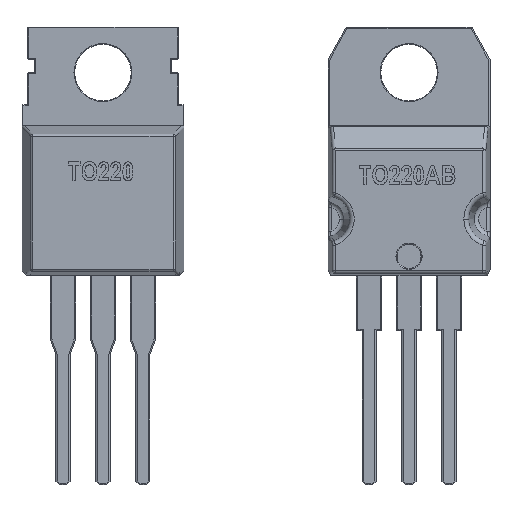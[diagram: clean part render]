
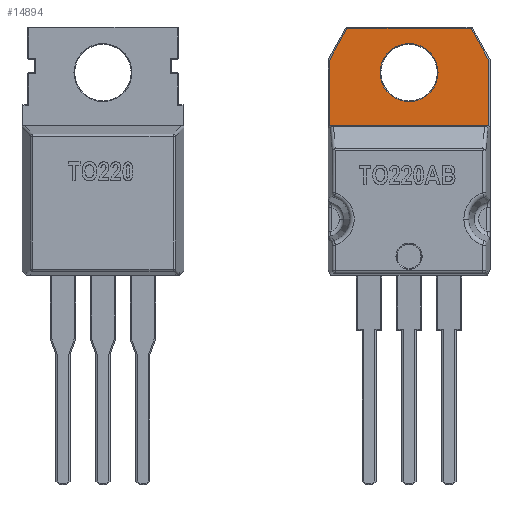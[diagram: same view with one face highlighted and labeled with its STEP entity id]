
A CAD part, top view. The second image highlights one B-rep face of the part: STEP entity #14894.
In plain terms, the highlighted planar face has unit normal (0, 0, 1).
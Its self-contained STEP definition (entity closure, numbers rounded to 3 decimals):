
#320 = CIRCLE ( 'NONE', #30343, 1.845 ) ;
#1286 = VERTEX_POINT ( 'NONE', #10078 ) ;
#1553 = CARTESIAN_POINT ( 'NONE',  ( -1.842, 7.853, 1.3 ) ) ;
#1810 = EDGE_CURVE ( 'NONE', #15678, #20729, #6969, .T. ) ;
#3130 = ORIENTED_EDGE ( 'NONE', *, *, #1810, .T. ) ;
#3141 = DIRECTION ( 'NONE',  ( -1., 0., 0. ) ) ;
#3174 = VERTEX_POINT ( 'NONE', #12214 ) ;
#3636 = DIRECTION ( 'NONE',  ( 1., 0., 0. ) ) ;
#3845 = DIRECTION ( 'NONE',  ( 1., 0., 0. ) ) ;
#4407 = VECTOR ( 'NONE', #3636, 1000. ) ;
#6556 = CARTESIAN_POINT ( 'NONE',  ( -5.063, -5.553, 1.3 ) ) ;
#6872 = VECTOR ( 'NONE', #11564, 1000. ) ;
#6969 = LINE ( 'NONE', #1553, #38249 ) ;
#7525 = DIRECTION ( 'NONE',  ( 1., 0., 0. ) ) ;
#7817 = VECTOR ( 'NONE', #7525, 1000. ) ;
#7893 = VERTEX_POINT ( 'NONE', #21684 ) ;
#8768 = VERTEX_POINT ( 'NONE', #9385 ) ;
#9139 = EDGE_CURVE ( 'NONE', #7893, #15678, #19861, .T. ) ;
#9201 = VECTOR ( 'NONE', #16535, 1000. ) ;
#9313 = EDGE_CURVE ( 'NONE', #3174, #15100, #23163, .T. ) ;
#9385 = CARTESIAN_POINT ( 'NONE',  ( -5.063, 5.828, 1.3 ) ) ;
#10078 = CARTESIAN_POINT ( 'NONE',  ( 3.388, 1.581, 1.3 ) ) ;
#10267 = CARTESIAN_POINT ( 'NONE',  ( 3.383, 1.662, 1.3 ) ) ;
#10389 = DIRECTION ( 'NONE',  ( 0., 0., -1. ) ) ;
#11564 = DIRECTION ( 'NONE',  ( 0., 1., 0. ) ) ;
#12050 = CARTESIAN_POINT ( 'NONE',  ( -3.383, 1.662, 1.3 ) ) ;
#12214 = CARTESIAN_POINT ( 'NONE',  ( 1.845, 5.041, 1.3 ) ) ;
#12372 = EDGE_CURVE ( 'NONE', #19167, #7893, #38145, .T. ) ;
#12671 = EDGE_CURVE ( 'NONE', #37709, #1286, #29528, .T. ) ;
#13664 = LINE ( 'NONE', #10267, #21720 ) ;
#14894 = ADVANCED_FACE ( 'NONE', ( #29453, #21464 ), #18265, .F. ) ;
#15100 = VERTEX_POINT ( 'NONE', #22086 ) ;
#15678 = VERTEX_POINT ( 'NONE', #18832 ) ;
#15852 = LINE ( 'NONE', #25386, #7817 ) ;
#15941 = DIRECTION ( 'NONE',  ( -0.48, 0.877, 0. ) ) ;
#16148 = EDGE_CURVE ( 'NONE', #27937, #19167, #15852, .T. ) ;
#16535 = DIRECTION ( 'NONE',  ( -0.48, -0.877, 0. ) ) ;
#17136 = EDGE_CURVE ( 'NONE', #33902, #28141, #20530, .T. ) ;
#17244 = LINE ( 'NONE', #34683, #9201 ) ;
#17886 = DIRECTION ( 'NONE',  ( 0., 0., -1. ) ) ;
#17946 = EDGE_CURVE ( 'NONE', #28141, #37709, #25682, .T. ) ;
#18007 = DIRECTION ( 'NONE',  ( -0.064, -0.998, 0. ) ) ;
#18265 = PLANE ( 'NONE',  #26799 ) ;
#18832 = CARTESIAN_POINT ( 'NONE',  ( 3.956, 7.853, 1.3 ) ) ;
#18985 = CARTESIAN_POINT ( 'NONE',  ( 8.265, -0.027, 1.3 ) ) ;
#19167 = VERTEX_POINT ( 'NONE', #22583 ) ;
#19861 = LINE ( 'NONE', #18985, #26931 ) ;
#20335 = LINE ( 'NONE', #6556, #35502 ) ;
#20392 = EDGE_CURVE ( 'NONE', #8768, #33902, #20335, .T. ) ;
#20433 = CARTESIAN_POINT ( 'NONE',  ( -3.956, 7.853, 1.3 ) ) ;
#20530 = LINE ( 'NONE', #34105, #4407 ) ;
#20729 = VERTEX_POINT ( 'NONE', #20433 ) ;
#21299 = DIRECTION ( 'NONE',  ( 0., 0., -1. ) ) ;
#21464 = FACE_OUTER_BOUND ( 'NONE', #23229, .T. ) ;
#21532 = VECTOR ( 'NONE', #3845, 1000. ) ;
#21684 = CARTESIAN_POINT ( 'NONE',  ( 5.063, 5.828, 1.3 ) ) ;
#21720 = VECTOR ( 'NONE', #37294, 1000. ) ;
#21874 = CARTESIAN_POINT ( 'NONE',  ( 3.383, 1.662, 1.3 ) ) ;
#22086 = CARTESIAN_POINT ( 'NONE',  ( -1.845, 5.041, 1.3 ) ) ;
#22583 = CARTESIAN_POINT ( 'NONE',  ( 5.063, 1.662, 1.3 ) ) ;
#22742 = DIRECTION ( 'NONE',  ( -1., 0., 0. ) ) ;
#22823 = ORIENTED_EDGE ( 'NONE', *, *, #17946, .T. ) ;
#23163 = CIRCLE ( 'NONE', #24736, 1.845 ) ;
#23181 = ORIENTED_EDGE ( 'NONE', *, *, #12372, .T. ) ;
#23229 = EDGE_LOOP ( 'NONE', ( #29840, #23181, #30198, #3130, #33987, #24281, #37604, #22823, #28278, #34053 ) ) ;
#23471 = EDGE_CURVE ( 'NONE', #15100, #3174, #320, .T. ) ;
#24281 = ORIENTED_EDGE ( 'NONE', *, *, #20392, .T. ) ;
#24736 = AXIS2_PLACEMENT_3D ( 'NONE', #36043, #17886, #39076 ) ;
#25386 = CARTESIAN_POINT ( 'NONE',  ( 5.15, 1.662, 1.3 ) ) ;
#25682 = LINE ( 'NONE', #12050, #32781 ) ;
#26799 = AXIS2_PLACEMENT_3D ( 'NONE', #30129, #21299, #3141 ) ;
#26931 = VECTOR ( 'NONE', #15941, 1000. ) ;
#27937 = VERTEX_POINT ( 'NONE', #21874 ) ;
#28056 = CARTESIAN_POINT ( 'NONE',  ( -1.842, 1.581, 1.3 ) ) ;
#28141 = VERTEX_POINT ( 'NONE', #29337 ) ;
#28278 = ORIENTED_EDGE ( 'NONE', *, *, #12671, .T. ) ;
#28486 = CARTESIAN_POINT ( 'NONE',  ( 0., 5.041, 1.3 ) ) ;
#28978 = EDGE_CURVE ( 'NONE', #1286, #27937, #13664, .T. ) ;
#29337 = CARTESIAN_POINT ( 'NONE',  ( -3.383, 1.662, 1.3 ) ) ;
#29453 = FACE_BOUND ( 'NONE', #38488, .T. ) ;
#29528 = LINE ( 'NONE', #28056, #21532 ) ;
#29644 = CARTESIAN_POINT ( 'NONE',  ( 5.063, -5.553, 1.3 ) ) ;
#29840 = ORIENTED_EDGE ( 'NONE', *, *, #16148, .T. ) ;
#30129 = CARTESIAN_POINT ( 'NONE',  ( -1.842, -5.553, 1.3 ) ) ;
#30198 = ORIENTED_EDGE ( 'NONE', *, *, #9139, .T. ) ;
#30343 = AXIS2_PLACEMENT_3D ( 'NONE', #28486, #10389, #31563 ) ;
#31563 = DIRECTION ( 'NONE',  ( -1., 0., 0. ) ) ;
#32781 = VECTOR ( 'NONE', #18007, 1000. ) ;
#33902 = VERTEX_POINT ( 'NONE', #36958 ) ;
#33965 = DIRECTION ( 'NONE',  ( 0., -1., 0. ) ) ;
#33987 = ORIENTED_EDGE ( 'NONE', *, *, #37903, .T. ) ;
#34053 = ORIENTED_EDGE ( 'NONE', *, *, #28978, .T. ) ;
#34105 = CARTESIAN_POINT ( 'NONE',  ( -5.15, 1.662, 1.3 ) ) ;
#34683 = CARTESIAN_POINT ( 'NONE',  ( -9.113, -1.577, 1.3 ) ) ;
#35502 = VECTOR ( 'NONE', #33965, 1000. ) ;
#35777 = ORIENTED_EDGE ( 'NONE', *, *, #9313, .T. ) ;
#36043 = CARTESIAN_POINT ( 'NONE',  ( 0., 5.041, 1.3 ) ) ;
#36704 = CARTESIAN_POINT ( 'NONE',  ( -3.388, 1.581, 1.3 ) ) ;
#36958 = CARTESIAN_POINT ( 'NONE',  ( -5.063, 1.662, 1.3 ) ) ;
#37294 = DIRECTION ( 'NONE',  ( -0.064, 0.998, 0. ) ) ;
#37604 = ORIENTED_EDGE ( 'NONE', *, *, #17136, .T. ) ;
#37709 = VERTEX_POINT ( 'NONE', #36704 ) ;
#37903 = EDGE_CURVE ( 'NONE', #20729, #8768, #17244, .T. ) ;
#38145 = LINE ( 'NONE', #29644, #6872 ) ;
#38249 = VECTOR ( 'NONE', #22742, 1000. ) ;
#38488 = EDGE_LOOP ( 'NONE', ( #35777, #38533 ) ) ;
#38533 = ORIENTED_EDGE ( 'NONE', *, *, #23471, .T. ) ;
#39076 = DIRECTION ( 'NONE',  ( -1., 0., 0. ) ) ;
